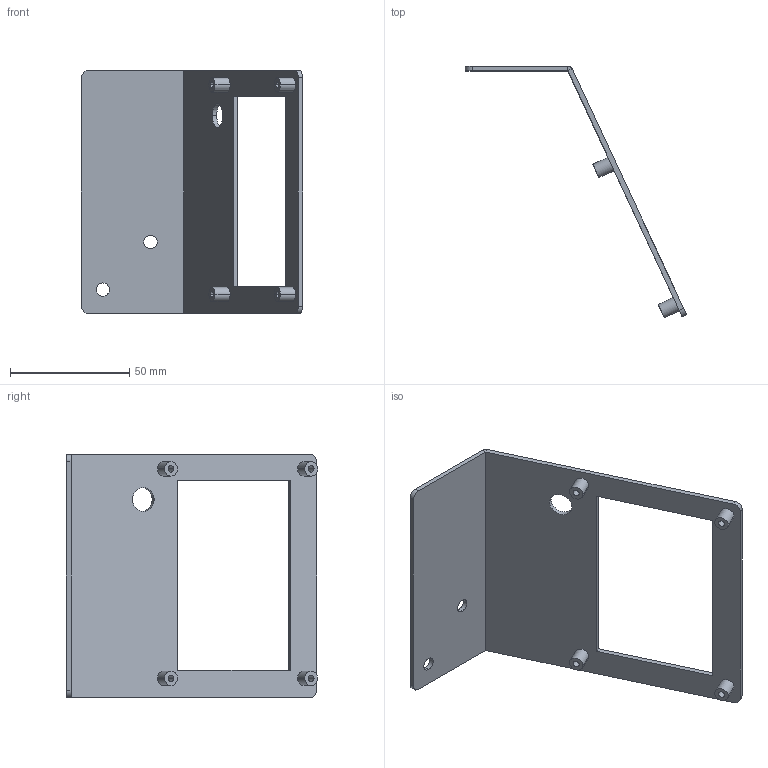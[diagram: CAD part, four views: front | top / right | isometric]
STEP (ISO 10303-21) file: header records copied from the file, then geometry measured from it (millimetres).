
FILE_DESCRIPTION (( 'STEP AP214' ), '1' );
FILE_NAME ('LCD support.step', '2018-06-21T12:58:20', ( 'User' ), ( 'china' ), 'SwSTEP 2.0', 'SolidWorks 2016', '' );
FILE_SCHEMA (( 'AUTOMOTIVE_DESIGN' ));
Length unit declared in the file: millimetre
Products named in the file (1): LCD support
Bounding box: 92.88 x 105.44 x 102 mm (x, y, z)
Volume: 24264.6 mm3; surface area: 26088.1 mm2
Topology: 1 solids, 1 shells, 51 faces, 115 edges, 74 vertices
Faces by surface type: cylinder 27, plane 24
Entity records: 1489 total; most frequent: DIRECTION 273, CARTESIAN_POINT 241, ORIENTED_EDGE 230, EDGE_CURVE 115, AXIS2_PLACEMENT_3D 106, VERTEX_POINT 74, EDGE_LOOP 67, LINE 61
